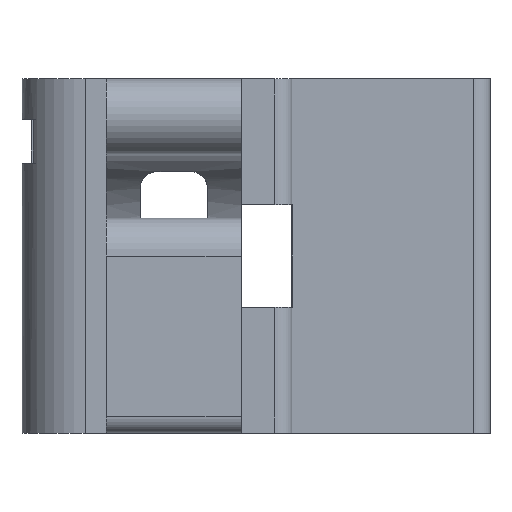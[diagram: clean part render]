
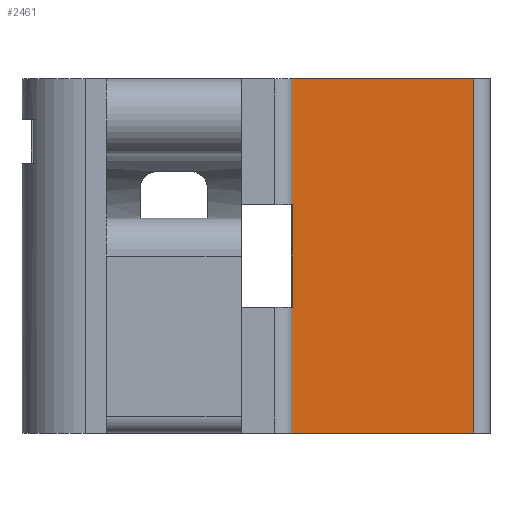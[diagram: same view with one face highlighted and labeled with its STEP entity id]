
A CAD part, front view. The second image highlights one B-rep face of the part: STEP entity #2461.
In plain terms, the highlighted planar face has unit normal (0, -1, 0).
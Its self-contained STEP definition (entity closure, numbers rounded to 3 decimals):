
#223 = PLANE('',#224);
#224 = AXIS2_PLACEMENT_3D('',#225,#226,#227);
#225 = CARTESIAN_POINT('',(1.695,-34.401,0.));
#226 = DIRECTION('',(0.,0.,-1.));
#227 = DIRECTION('',(1.,0.,0.));
#279 = PLANE('',#280);
#280 = AXIS2_PLACEMENT_3D('',#281,#282,#283);
#281 = CARTESIAN_POINT('',(3.197,-27.165,42.));
#282 = DIRECTION('',(0.,0.,1.));
#283 = DIRECTION('',(-1.,0.,0.));
#1124 = VERTEX_POINT('',#1125);
#1125 = CARTESIAN_POINT('',(8.,-27.,42.));
#1139 = PLANE('',#1140);
#1140 = AXIS2_PLACEMENT_3D('',#1141,#1142,#1143);
#1141 = CARTESIAN_POINT('',(8.,-17.,0.));
#1142 = DIRECTION('',(-1.,-0.,-0.));
#1143 = DIRECTION('',(0.,0.,1.));
#1151 = EDGE_CURVE('',#1152,#1124,#1154,.T.);
#1152 = VERTEX_POINT('',#1153);
#1153 = CARTESIAN_POINT('',(29.5,-27.,42.));
#1154 = SURFACE_CURVE('',#1155,(#1159,#1166),.PCURVE_S1.);
#1155 = LINE('',#1156,#1157);
#1156 = CARTESIAN_POINT('',(31.5,-27.,42.));
#1157 = VECTOR('',#1158,1.);
#1158 = DIRECTION('',(-1.,-0.,-0.));
#1159 = PCURVE('',#279,#1160);
#1160 = DEFINITIONAL_REPRESENTATION('',(#1161),#1165);
#1161 = LINE('',#1162,#1163);
#1162 = CARTESIAN_POINT('',(-28.303,-0.165));
#1163 = VECTOR('',#1164,1.);
#1164 = DIRECTION('',(1.,0.));
#1165 = ( GEOMETRIC_REPRESENTATION_CONTEXT(2) 
PARAMETRIC_REPRESENTATION_CONTEXT() REPRESENTATION_CONTEXT('2D SPACE',''
  ) );
#1166 = PCURVE('',#1167,#1172);
#1167 = PLANE('',#1168);
#1168 = AXIS2_PLACEMENT_3D('',#1169,#1170,#1171);
#1169 = CARTESIAN_POINT('',(31.5,-27.,0.));
#1170 = DIRECTION('',(0.,-1.,0.));
#1171 = DIRECTION('',(-1.,0.,0.));
#1172 = DEFINITIONAL_REPRESENTATION('',(#1173),#1177);
#1173 = LINE('',#1174,#1175);
#1174 = CARTESIAN_POINT('',(0.,-42.));
#1175 = VECTOR('',#1176,1.);
#1176 = DIRECTION('',(1.,0.));
#1177 = ( GEOMETRIC_REPRESENTATION_CONTEXT(2) 
PARAMETRIC_REPRESENTATION_CONTEXT() REPRESENTATION_CONTEXT('2D SPACE',''
  ) );
#1198 = CYLINDRICAL_SURFACE('',#1199,2.);
#1199 = AXIS2_PLACEMENT_3D('',#1200,#1201,#1202);
#1200 = CARTESIAN_POINT('',(29.5,-25.,0.));
#1201 = DIRECTION('',(0.,0.,1.));
#1202 = DIRECTION('',(1.,0.,0.));
#1418 = VERTEX_POINT('',#1419);
#1419 = CARTESIAN_POINT('',(29.5,-27.,0.));
#1441 = EDGE_CURVE('',#1418,#1442,#1444,.T.);
#1442 = VERTEX_POINT('',#1443);
#1443 = CARTESIAN_POINT('',(8.,-27.,0.));
#1444 = SURFACE_CURVE('',#1445,(#1449,#1456),.PCURVE_S1.);
#1445 = LINE('',#1446,#1447);
#1446 = CARTESIAN_POINT('',(31.5,-27.,0.));
#1447 = VECTOR('',#1448,1.);
#1448 = DIRECTION('',(-1.,-0.,-0.));
#1449 = PCURVE('',#223,#1450);
#1450 = DEFINITIONAL_REPRESENTATION('',(#1451),#1455);
#1451 = LINE('',#1452,#1453);
#1452 = CARTESIAN_POINT('',(29.805,-7.401));
#1453 = VECTOR('',#1454,1.);
#1454 = DIRECTION('',(-1.,0.));
#1455 = ( GEOMETRIC_REPRESENTATION_CONTEXT(2) 
PARAMETRIC_REPRESENTATION_CONTEXT() REPRESENTATION_CONTEXT('2D SPACE',''
  ) );
#1456 = PCURVE('',#1167,#1457);
#1457 = DEFINITIONAL_REPRESENTATION('',(#1458),#1462);
#1458 = LINE('',#1459,#1460);
#1459 = CARTESIAN_POINT('',(0.,0.));
#1460 = VECTOR('',#1461,1.);
#1461 = DIRECTION('',(1.,0.));
#1462 = ( GEOMETRIC_REPRESENTATION_CONTEXT(2) 
PARAMETRIC_REPRESENTATION_CONTEXT() REPRESENTATION_CONTEXT('2D SPACE',''
  ) );
#1480 = PLANE('',#1481);
#1481 = AXIS2_PLACEMENT_3D('',#1482,#1483,#1484);
#1482 = CARTESIAN_POINT('',(8.,-17.,0.));
#1483 = DIRECTION('',(-1.,-0.,-0.));
#1484 = DIRECTION('',(0.,0.,1.));
#2239 = PLANE('',#2240);
#2240 = AXIS2_PLACEMENT_3D('',#2241,#2242,#2243);
#2241 = CARTESIAN_POINT('',(8.1,0.,14.9));
#2242 = DIRECTION('',(0.,0.,1.));
#2243 = DIRECTION('',(-1.,0.,0.));
#2320 = PLANE('',#2321);
#2321 = AXIS2_PLACEMENT_3D('',#2322,#2323,#2324);
#2322 = CARTESIAN_POINT('',(8.1,0.,27.1));
#2323 = DIRECTION('',(0.,0.,1.));
#2324 = DIRECTION('',(-1.,0.,0.));
#2412 = EDGE_CURVE('',#1418,#1152,#2413,.T.);
#2413 = SURFACE_CURVE('',#2414,(#2418,#2425),.PCURVE_S1.);
#2414 = LINE('',#2415,#2416);
#2415 = CARTESIAN_POINT('',(29.5,-27.,0.));
#2416 = VECTOR('',#2417,1.);
#2417 = DIRECTION('',(0.,0.,1.));
#2418 = PCURVE('',#1198,#2419);
#2419 = DEFINITIONAL_REPRESENTATION('',(#2420),#2424);
#2420 = LINE('',#2421,#2422);
#2421 = CARTESIAN_POINT('',(-1.571,0.));
#2422 = VECTOR('',#2423,1.);
#2423 = DIRECTION('',(-0.,1.));
#2424 = ( GEOMETRIC_REPRESENTATION_CONTEXT(2) 
PARAMETRIC_REPRESENTATION_CONTEXT() REPRESENTATION_CONTEXT('2D SPACE',''
  ) );
#2425 = PCURVE('',#1167,#2426);
#2426 = DEFINITIONAL_REPRESENTATION('',(#2427),#2431);
#2427 = LINE('',#2428,#2429);
#2428 = CARTESIAN_POINT('',(2.,0.));
#2429 = VECTOR('',#2430,1.);
#2430 = DIRECTION('',(0.,-1.));
#2431 = ( GEOMETRIC_REPRESENTATION_CONTEXT(2) 
PARAMETRIC_REPRESENTATION_CONTEXT() REPRESENTATION_CONTEXT('2D SPACE',''
  ) );
#2461 = ADVANCED_FACE('',(#2462),#1167,.T.);
#2462 = FACE_BOUND('',#2463,.T.);
#2463 = EDGE_LOOP('',(#2464,#2465,#2466,#2467,#2490,#2513,#2541,#2564));
#2464 = ORIENTED_EDGE('',*,*,#1441,.F.);
#2465 = ORIENTED_EDGE('',*,*,#2412,.T.);
#2466 = ORIENTED_EDGE('',*,*,#1151,.T.);
#2467 = ORIENTED_EDGE('',*,*,#2468,.F.);
#2468 = EDGE_CURVE('',#2469,#1124,#2471,.T.);
#2469 = VERTEX_POINT('',#2470);
#2470 = CARTESIAN_POINT('',(8.,-27.,27.1));
#2471 = SURFACE_CURVE('',#2472,(#2476,#2483),.PCURVE_S1.);
#2472 = LINE('',#2473,#2474);
#2473 = CARTESIAN_POINT('',(8.,-27.,0.));
#2474 = VECTOR('',#2475,1.);
#2475 = DIRECTION('',(0.,0.,1.));
#2476 = PCURVE('',#1167,#2477);
#2477 = DEFINITIONAL_REPRESENTATION('',(#2478),#2482);
#2478 = LINE('',#2479,#2480);
#2479 = CARTESIAN_POINT('',(23.5,0.));
#2480 = VECTOR('',#2481,1.);
#2481 = DIRECTION('',(0.,-1.));
#2482 = ( GEOMETRIC_REPRESENTATION_CONTEXT(2) 
PARAMETRIC_REPRESENTATION_CONTEXT() REPRESENTATION_CONTEXT('2D SPACE',''
  ) );
#2483 = PCURVE('',#1139,#2484);
#2484 = DEFINITIONAL_REPRESENTATION('',(#2485),#2489);
#2485 = LINE('',#2486,#2487);
#2486 = CARTESIAN_POINT('',(0.,-10.));
#2487 = VECTOR('',#2488,1.);
#2488 = DIRECTION('',(1.,0.));
#2489 = ( GEOMETRIC_REPRESENTATION_CONTEXT(2) 
PARAMETRIC_REPRESENTATION_CONTEXT() REPRESENTATION_CONTEXT('2D SPACE',''
  ) );
#2490 = ORIENTED_EDGE('',*,*,#2491,.F.);
#2491 = EDGE_CURVE('',#2492,#2469,#2494,.T.);
#2492 = VERTEX_POINT('',#2493);
#2493 = CARTESIAN_POINT('',(8.1,-27.,27.1));
#2494 = SURFACE_CURVE('',#2495,(#2499,#2506),.PCURVE_S1.);
#2495 = LINE('',#2496,#2497);
#2496 = CARTESIAN_POINT('',(19.8,-27.,27.1));
#2497 = VECTOR('',#2498,1.);
#2498 = DIRECTION('',(-1.,-0.,-0.));
#2499 = PCURVE('',#1167,#2500);
#2500 = DEFINITIONAL_REPRESENTATION('',(#2501),#2505);
#2501 = LINE('',#2502,#2503);
#2502 = CARTESIAN_POINT('',(11.7,-27.1));
#2503 = VECTOR('',#2504,1.);
#2504 = DIRECTION('',(1.,0.));
#2505 = ( GEOMETRIC_REPRESENTATION_CONTEXT(2) 
PARAMETRIC_REPRESENTATION_CONTEXT() REPRESENTATION_CONTEXT('2D SPACE',''
  ) );
#2506 = PCURVE('',#2320,#2507);
#2507 = DEFINITIONAL_REPRESENTATION('',(#2508),#2512);
#2508 = LINE('',#2509,#2510);
#2509 = CARTESIAN_POINT('',(-11.7,27.));
#2510 = VECTOR('',#2511,1.);
#2511 = DIRECTION('',(1.,0.));
#2512 = ( GEOMETRIC_REPRESENTATION_CONTEXT(2) 
PARAMETRIC_REPRESENTATION_CONTEXT() REPRESENTATION_CONTEXT('2D SPACE',''
  ) );
#2513 = ORIENTED_EDGE('',*,*,#2514,.T.);
#2514 = EDGE_CURVE('',#2492,#2515,#2517,.T.);
#2515 = VERTEX_POINT('',#2516);
#2516 = CARTESIAN_POINT('',(8.1,-27.,14.9));
#2517 = SURFACE_CURVE('',#2518,(#2522,#2529),.PCURVE_S1.);
#2518 = LINE('',#2519,#2520);
#2519 = CARTESIAN_POINT('',(8.1,-27.,7.45));
#2520 = VECTOR('',#2521,1.);
#2521 = DIRECTION('',(0.,0.,-1.));
#2522 = PCURVE('',#1167,#2523);
#2523 = DEFINITIONAL_REPRESENTATION('',(#2524),#2528);
#2524 = LINE('',#2525,#2526);
#2525 = CARTESIAN_POINT('',(23.4,-7.45));
#2526 = VECTOR('',#2527,1.);
#2527 = DIRECTION('',(-0.,1.));
#2528 = ( GEOMETRIC_REPRESENTATION_CONTEXT(2) 
PARAMETRIC_REPRESENTATION_CONTEXT() REPRESENTATION_CONTEXT('2D SPACE',''
  ) );
#2529 = PCURVE('',#2530,#2535);
#2530 = PLANE('',#2531);
#2531 = AXIS2_PLACEMENT_3D('',#2532,#2533,#2534);
#2532 = CARTESIAN_POINT('',(8.1,0.,14.9));
#2533 = DIRECTION('',(-1.,-0.,-0.));
#2534 = DIRECTION('',(0.,0.,1.));
#2535 = DEFINITIONAL_REPRESENTATION('',(#2536),#2540);
#2536 = LINE('',#2537,#2538);
#2537 = CARTESIAN_POINT('',(-7.45,-27.));
#2538 = VECTOR('',#2539,1.);
#2539 = DIRECTION('',(-1.,0.));
#2540 = ( GEOMETRIC_REPRESENTATION_CONTEXT(2) 
PARAMETRIC_REPRESENTATION_CONTEXT() REPRESENTATION_CONTEXT('2D SPACE',''
  ) );
#2541 = ORIENTED_EDGE('',*,*,#2542,.T.);
#2542 = EDGE_CURVE('',#2515,#2543,#2545,.T.);
#2543 = VERTEX_POINT('',#2544);
#2544 = CARTESIAN_POINT('',(8.,-27.,14.9));
#2545 = SURFACE_CURVE('',#2546,(#2550,#2557),.PCURVE_S1.);
#2546 = LINE('',#2547,#2548);
#2547 = CARTESIAN_POINT('',(19.8,-27.,14.9));
#2548 = VECTOR('',#2549,1.);
#2549 = DIRECTION('',(-1.,-0.,-0.));
#2550 = PCURVE('',#1167,#2551);
#2551 = DEFINITIONAL_REPRESENTATION('',(#2552),#2556);
#2552 = LINE('',#2553,#2554);
#2553 = CARTESIAN_POINT('',(11.7,-14.9));
#2554 = VECTOR('',#2555,1.);
#2555 = DIRECTION('',(1.,0.));
#2556 = ( GEOMETRIC_REPRESENTATION_CONTEXT(2) 
PARAMETRIC_REPRESENTATION_CONTEXT() REPRESENTATION_CONTEXT('2D SPACE',''
  ) );
#2557 = PCURVE('',#2239,#2558);
#2558 = DEFINITIONAL_REPRESENTATION('',(#2559),#2563);
#2559 = LINE('',#2560,#2561);
#2560 = CARTESIAN_POINT('',(-11.7,27.));
#2561 = VECTOR('',#2562,1.);
#2562 = DIRECTION('',(1.,0.));
#2563 = ( GEOMETRIC_REPRESENTATION_CONTEXT(2) 
PARAMETRIC_REPRESENTATION_CONTEXT() REPRESENTATION_CONTEXT('2D SPACE',''
  ) );
#2564 = ORIENTED_EDGE('',*,*,#2565,.F.);
#2565 = EDGE_CURVE('',#1442,#2543,#2566,.T.);
#2566 = SURFACE_CURVE('',#2567,(#2571,#2578),.PCURVE_S1.);
#2567 = LINE('',#2568,#2569);
#2568 = CARTESIAN_POINT('',(8.,-27.,0.));
#2569 = VECTOR('',#2570,1.);
#2570 = DIRECTION('',(0.,0.,1.));
#2571 = PCURVE('',#1167,#2572);
#2572 = DEFINITIONAL_REPRESENTATION('',(#2573),#2577);
#2573 = LINE('',#2574,#2575);
#2574 = CARTESIAN_POINT('',(23.5,0.));
#2575 = VECTOR('',#2576,1.);
#2576 = DIRECTION('',(0.,-1.));
#2577 = ( GEOMETRIC_REPRESENTATION_CONTEXT(2) 
PARAMETRIC_REPRESENTATION_CONTEXT() REPRESENTATION_CONTEXT('2D SPACE',''
  ) );
#2578 = PCURVE('',#1480,#2579);
#2579 = DEFINITIONAL_REPRESENTATION('',(#2580),#2584);
#2580 = LINE('',#2581,#2582);
#2581 = CARTESIAN_POINT('',(0.,-10.));
#2582 = VECTOR('',#2583,1.);
#2583 = DIRECTION('',(1.,0.));
#2584 = ( GEOMETRIC_REPRESENTATION_CONTEXT(2) 
PARAMETRIC_REPRESENTATION_CONTEXT() REPRESENTATION_CONTEXT('2D SPACE',''
  ) );
